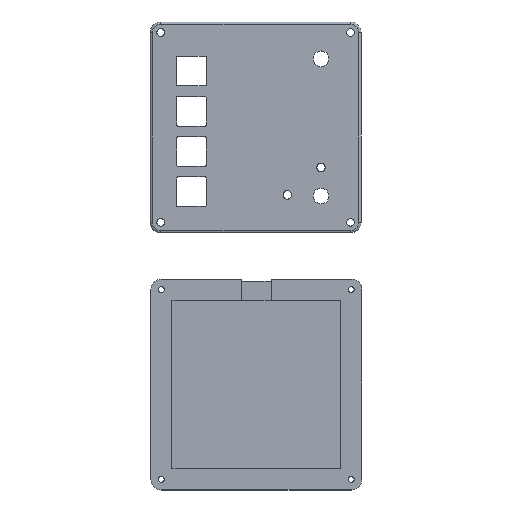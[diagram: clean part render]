
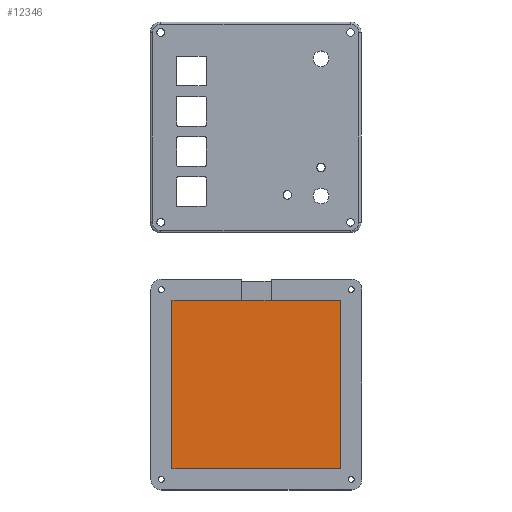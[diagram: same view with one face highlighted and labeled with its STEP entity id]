
A CAD part, top view. The second image highlights one B-rep face of the part: STEP entity #12346.
In plain terms, the highlighted planar face has unit normal (0, 0, 1).
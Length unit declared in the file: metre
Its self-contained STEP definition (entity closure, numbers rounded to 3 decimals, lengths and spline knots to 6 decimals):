
#1554=ORIENTED_EDGE('',*,*,#5306,.F.);
#1555=ORIENTED_EDGE('',*,*,#5307,.F.);
#1556=ORIENTED_EDGE('',*,*,#5304,.F.);
#1557=ORIENTED_EDGE('',*,*,#5308,.F.);
#1558=ORIENTED_EDGE('',*,*,#5309,.F.);
#1559=ORIENTED_EDGE('',*,*,#5310,.F.);
#5304=EDGE_CURVE('',#7180,#7181,#8257,.T.);
#5306=EDGE_CURVE('',#7182,#7183,#8259,.T.);
#5307=EDGE_CURVE('',#7181,#7182,#8260,.T.);
#5308=EDGE_CURVE('',#7184,#7180,#8261,.T.);
#5309=EDGE_CURVE('',#7185,#7184,#8262,.T.);
#5310=EDGE_CURVE('',#7183,#7185,#8263,.T.);
#7180=VERTEX_POINT('',#17552);
#7181=VERTEX_POINT('',#17554);
#7182=VERTEX_POINT('',#17558);
#7183=VERTEX_POINT('',#17559);
#7184=VERTEX_POINT('',#17562);
#7185=VERTEX_POINT('',#17564);
#8257=LINE('',#17553,#9341);
#8259=LINE('',#17557,#9343);
#8260=LINE('',#17560,#9344);
#8261=LINE('',#17561,#9345);
#8262=LINE('',#17563,#9346);
#8263=LINE('',#17565,#9347);
#9341=VECTOR('',#14140,1.);
#9343=VECTOR('',#14144,1.);
#9344=VECTOR('',#14145,1.);
#9345=VECTOR('',#14146,1.);
#9346=VECTOR('',#14147,1.);
#9347=VECTOR('',#14148,1.);
#10301=EDGE_LOOP('',(#1554,#1555,#1556,#1557,#1558,#1559));
#11187=FACE_BOUND('',#10301,.T.);
#12048=PLANE('',#13129);
#12346=ADVANCED_FACE('',(#11187),#12048,.F.);
#13129=AXIS2_PLACEMENT_3D('',#17556,#14142,#14143);
#14140=DIRECTION('',(1.,0.,0.));
#14142=DIRECTION('',(0.,0.,-1.));
#14143=DIRECTION('',(1.,0.,0.));
#14144=DIRECTION('',(0.,-1.,0.));
#14145=DIRECTION('',(1.,0.,0.));
#14146=DIRECTION('',(1.,0.,0.));
#14147=DIRECTION('',(0.,1.,0.));
#14148=DIRECTION('',(-1.,0.,0.));
#17552=CARTESIAN_POINT('',(0.073,-0.08,0.0014));
#17553=CARTESIAN_POINT('',(0.04,-0.08,0.0014));
#17554=CARTESIAN_POINT('',(0.087,-0.08,0.0014));
#17556=CARTESIAN_POINT('',(0.08,-0.12,0.0014));
#17557=CARTESIAN_POINT('',(0.12,-0.08,0.0014));
#17558=CARTESIAN_POINT('',(0.12,-0.08,0.0014));
#17559=CARTESIAN_POINT('',(0.12,-0.16,0.0014));
#17560=CARTESIAN_POINT('',(0.04,-0.08,0.0014));
#17561=CARTESIAN_POINT('',(0.04,-0.08,0.0014));
#17562=CARTESIAN_POINT('',(0.04,-0.08,0.0014));
#17563=CARTESIAN_POINT('',(0.04,-0.16,0.0014));
#17564=CARTESIAN_POINT('',(0.04,-0.16,0.0014));
#17565=CARTESIAN_POINT('',(0.12,-0.16,0.0014));
